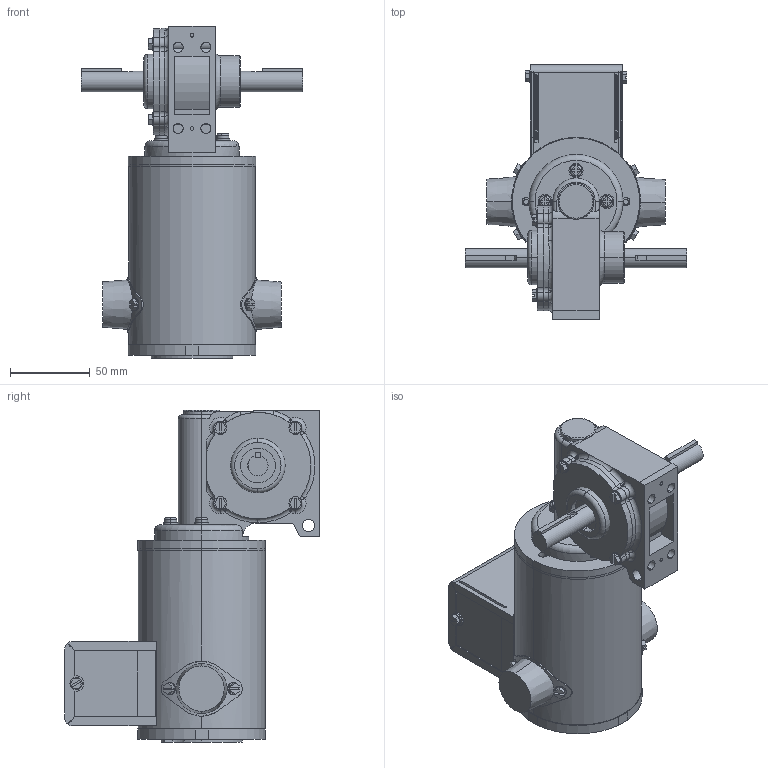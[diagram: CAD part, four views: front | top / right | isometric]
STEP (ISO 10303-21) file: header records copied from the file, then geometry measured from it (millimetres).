
FILE_DESCRIPTION (( 'STEP AP214' ), '1' );
FILE_NAME ('P05-1L197.STEP', '2014-03-10T13:36:14', ( '' ), ( '' ), 'SwSTEP 2.0', 'SolidWorks 2013', '' );
FILE_SCHEMA (( 'AUTOMOTIVE_DESIGN' ));
Length unit declared in the file: inch
Products named in the file (1): P05-1L197
Bounding box: 138.52 x 159.35 x 207.74 mm (x, y, z)
Volume: 448514.8 mm3; surface area: 191706.1 mm2
Topology: 40 solids, 40 shells, 712 faces, 1737 edges, 1137 vertices
Faces by surface type: plane 436, cylinder 210, torus 33, cone 15, sphere 12, bspline 6
Entity records: 25969 total; most frequent: CARTESIAN_POINT 5177, DIRECTION 3497, ORIENTED_EDGE 3458, EDGE_CURVE 1729, AXIS2_PLACEMENT_3D 1197, VERTEX_POINT 1133, LINE 1103, VECTOR 1103
